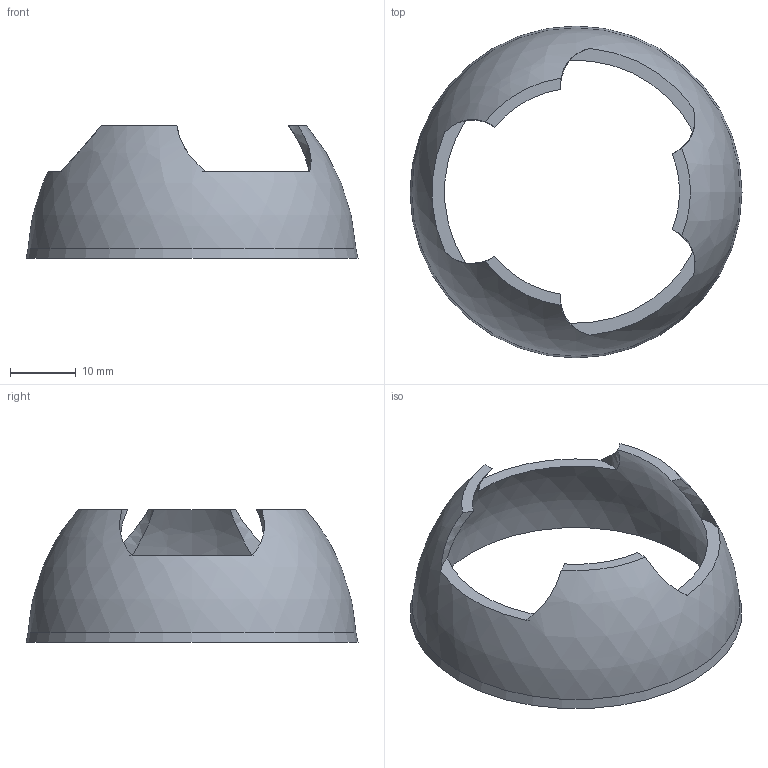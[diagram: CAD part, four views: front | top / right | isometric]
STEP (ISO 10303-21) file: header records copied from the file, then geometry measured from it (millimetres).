
FILE_DESCRIPTION(/* description */ (''),/* implementation_level */ '2;1');
FILE_NAME(/* name */ 'xi-trackball-cover.step',/* time_stamp */ '2023-03-26T23:02:50-07:00',/* author */ (''),/* organization */ (''),/* preprocessor_version */ 'ST-DEVELOPER v19.2',/* originating_system */ 'Autodesk Translation Framework v11.17.0.187',/* authorisation */ '');
FILE_SCHEMA (('AUTOMOTIVE_DESIGN { 1 0 10303 214 3 1 1 }'));
Length unit declared in the file: millimetre
Products named in the file (1): xi-trackball-cover
Bounding box: 50.5 x 50.5 x 20.2 mm (x, y, z)
Volume: 4838.2 mm3; surface area: 5452.9 mm2
Topology: 1 solids, 1 shells, 16 faces, 44 edges, 29 vertices
Faces by surface type: bspline 8, plane 7, cone 1
Entity records: 666 total; most frequent: CARTESIAN_POINT 244, ORIENTED_EDGE 88, DIRECTION 81, EDGE_CURVE 44, AXIS2_PLACEMENT_3D 40, VERTEX_POINT 29, CIRCLE 19, EDGE_LOOP 17
